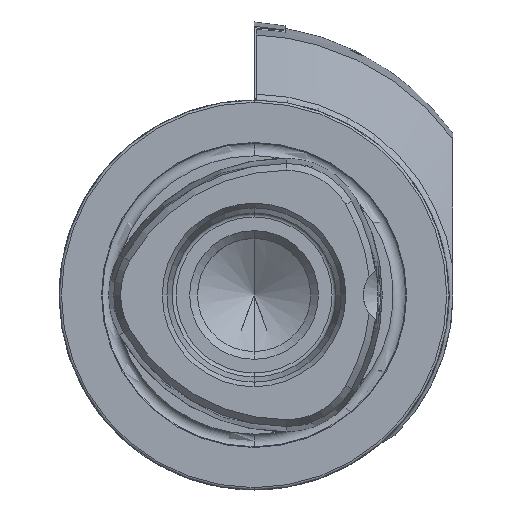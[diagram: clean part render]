
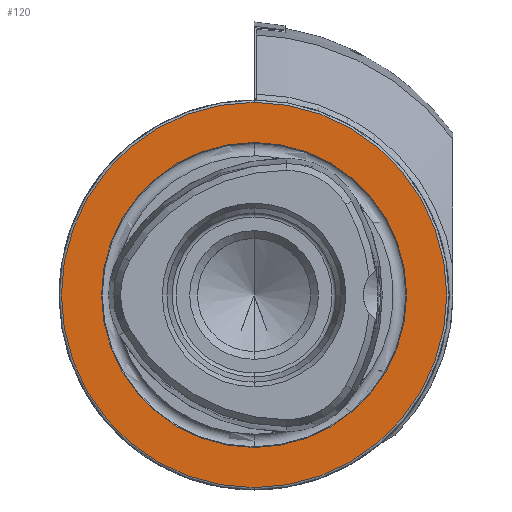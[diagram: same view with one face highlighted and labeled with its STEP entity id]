
A CAD part, left-side view. The second image highlights one B-rep face of the part: STEP entity #120.
In plain terms, the highlighted planar face has unit normal (-1, 0, 0).
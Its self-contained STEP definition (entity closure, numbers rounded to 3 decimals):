
#120 = ADVANCED_FACE ( 'NONE', ( #3364, #3363 ), #5211, .F. ) ;
#137 = EDGE_LOOP ( 'NONE', ( #8751, #8752 ) ) ;
#157 = EDGE_LOOP ( 'NONE', ( #8753, #8754 ) ) ;
#849 = CIRCLE ( 'NONE', #7336, 19.55 ) ;
#1115 = CIRCLE ( 'NONE', #7335, 24.7 ) ;
#1648 = CARTESIAN_POINT ( 'NONE',  ( 0., 0., 0. ) ) ;
#1649 = DIRECTION ( 'NONE',  ( -1., 0., 0. ) ) ;
#1650 = DIRECTION ( 'NONE',  ( 0., 0., 1. ) ) ;
#1651 = CARTESIAN_POINT ( 'NONE',  ( 0., 0., 0. ) ) ;
#1652 = DIRECTION ( 'NONE',  ( -1., 0., 0. ) ) ;
#1653 = DIRECTION ( 'NONE',  ( 0., 0., 1. ) ) ;
#2920 = EDGE_CURVE ( 'NONE', #9361, #9362, #1115, .T. ) ;
#2927 = EDGE_CURVE ( 'NONE', #9357, #9359, #849, .T. ) ;
#3061 = AXIS2_PLACEMENT_3D ( 'NONE', #5208, #5213, #5214 ) ;
#3363 = FACE_OUTER_BOUND ( 'NONE', #157, .T. ) ;
#3364 = FACE_BOUND ( 'NONE', #137, .T. ) ;
#3777 = EDGE_CURVE ( 'NONE', #9362, #9361, #5663, .T. ) ;
#3778 = EDGE_CURVE ( 'NONE', #9359, #9357, #5664, .T. ) ;
#5208 = CARTESIAN_POINT ( 'NONE',  ( 0., 19.55, 0. ) ) ;
#5211 = PLANE ( 'NONE',  #3061 ) ;
#5213 = DIRECTION ( 'NONE',  ( 1., 0., 0. ) ) ;
#5214 = DIRECTION ( 'NONE',  ( 0., 0., -1. ) ) ;
#5663 = CIRCLE ( 'NONE', #7428, 24.7 ) ;
#5664 = CIRCLE ( 'NONE', #7429, 19.55 ) ;
#7335 = AXIS2_PLACEMENT_3D ( 'NONE', #8341, #8342, #8343 ) ;
#7336 = AXIS2_PLACEMENT_3D ( 'NONE', #8385, #8386, #8387 ) ;
#7428 = AXIS2_PLACEMENT_3D ( 'NONE', #1648, #1649, #1650 ) ;
#7429 = AXIS2_PLACEMENT_3D ( 'NONE', #1651, #1652, #1653 ) ;
#7855 = CARTESIAN_POINT ( 'NONE',  ( 0., 0., -19.55 ) ) ;
#7857 = CARTESIAN_POINT ( 'NONE',  ( 0., 0., 19.55 ) ) ;
#7859 = CARTESIAN_POINT ( 'NONE',  ( 0., 0., 24.7 ) ) ;
#7860 = CARTESIAN_POINT ( 'NONE',  ( 0., 0., -24.7 ) ) ;
#8341 = CARTESIAN_POINT ( 'NONE',  ( 0., 0., 0. ) ) ;
#8342 = DIRECTION ( 'NONE',  ( -1., 0., 0. ) ) ;
#8343 = DIRECTION ( 'NONE',  ( 0., 0., 1. ) ) ;
#8385 = CARTESIAN_POINT ( 'NONE',  ( 0., 0., 0. ) ) ;
#8386 = DIRECTION ( 'NONE',  ( -1., 0., 0. ) ) ;
#8387 = DIRECTION ( 'NONE',  ( 0., 0., 1. ) ) ;
#8751 = ORIENTED_EDGE ( 'NONE', *, *, #3778, .F. ) ;
#8752 = ORIENTED_EDGE ( 'NONE', *, *, #2927, .F. ) ;
#8753 = ORIENTED_EDGE ( 'NONE', *, *, #2920, .T. ) ;
#8754 = ORIENTED_EDGE ( 'NONE', *, *, #3777, .T. ) ;
#9357 = VERTEX_POINT ( 'NONE', #7855 ) ;
#9359 = VERTEX_POINT ( 'NONE', #7857 ) ;
#9361 = VERTEX_POINT ( 'NONE', #7859 ) ;
#9362 = VERTEX_POINT ( 'NONE', #7860 ) ;
